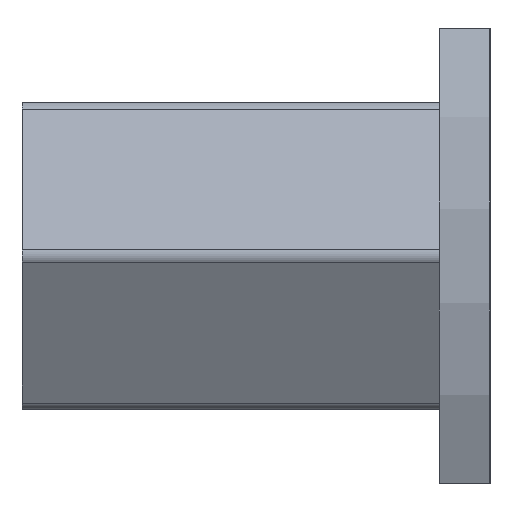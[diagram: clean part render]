
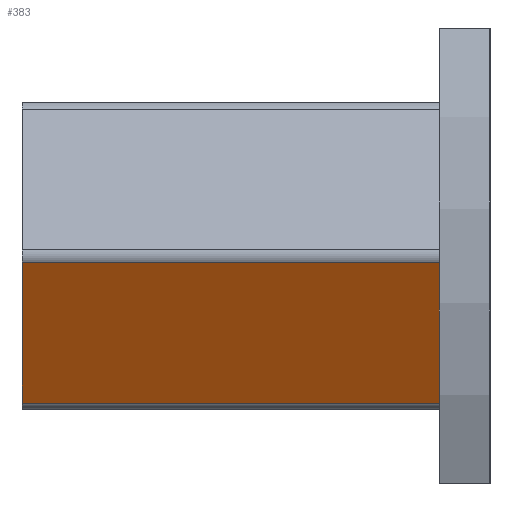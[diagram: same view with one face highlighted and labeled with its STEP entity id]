
A CAD part, left-side view. The second image highlights one B-rep face of the part: STEP entity #383.
In plain terms, the highlighted planar face has unit normal (-0.866, 0, -0.5).
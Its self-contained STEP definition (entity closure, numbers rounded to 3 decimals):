
#29 = CARTESIAN_POINT ( 'NONE',  ( 27.644, 2., -9.252 ) ) ;
#40 = CARTESIAN_POINT ( 'NONE',  ( 27.5, 18.5, -9.002 ) ) ;
#55 = CARTESIAN_POINT ( 'NONE',  ( 30.856, 2., -14.814 ) ) ;
#93 = VECTOR ( 'NONE', #1110, 1000. ) ;
#95 = EDGE_LOOP ( 'NONE', ( #1114, #725, #217, #193 ) ) ;
#98 = CARTESIAN_POINT ( 'NONE',  ( 30.856, 18.5, -14.814 ) ) ;
#120 = DIRECTION ( 'NONE',  ( 0., 1., 0. ) ) ;
#174 = CARTESIAN_POINT ( 'NONE',  ( 27.5, 2., -9.002 ) ) ;
#193 = ORIENTED_EDGE ( 'NONE', *, *, #656, .T. ) ;
#217 = ORIENTED_EDGE ( 'NONE', *, *, #365, .F. ) ;
#227 = LINE ( 'NONE', #910, #708 ) ;
#232 = FACE_OUTER_BOUND ( 'NONE', #95, .T. ) ;
#244 = DIRECTION ( 'NONE',  ( -0.5, 0., 0.866 ) ) ;
#279 = CARTESIAN_POINT ( 'NONE',  ( 27.644, 18.5, -9.252 ) ) ;
#308 = EDGE_CURVE ( 'NONE', #448, #543, #227, .T. ) ;
#365 = EDGE_CURVE ( 'NONE', #1068, #543, #1278, .T. ) ;
#369 = AXIS2_PLACEMENT_3D ( 'NONE', #40, #736, #944 ) ;
#383 = ADVANCED_FACE ( 'NONE', ( #232 ), #762, .F. ) ;
#448 = VERTEX_POINT ( 'NONE', #29 ) ;
#543 = VERTEX_POINT ( 'NONE', #279 ) ;
#556 = CARTESIAN_POINT ( 'NONE',  ( 30.856, 18.5, -14.814 ) ) ;
#604 = VECTOR ( 'NONE', #1290, 1000. ) ;
#613 = VERTEX_POINT ( 'NONE', #55 ) ;
#656 = EDGE_CURVE ( 'NONE', #1068, #613, #926, .T. ) ;
#708 = VECTOR ( 'NONE', #120, 1000. ) ;
#725 = ORIENTED_EDGE ( 'NONE', *, *, #308, .T. ) ;
#736 = DIRECTION ( 'NONE',  ( 0.866, 0., 0.5 ) ) ;
#762 = PLANE ( 'NONE',  #369 ) ;
#818 = VECTOR ( 'NONE', #244, 1000. ) ;
#886 = LINE ( 'NONE', #174, #604 ) ;
#895 = EDGE_CURVE ( 'NONE', #613, #448, #886, .T. ) ;
#910 = CARTESIAN_POINT ( 'NONE',  ( 27.644, 18.5, -9.252 ) ) ;
#926 = LINE ( 'NONE', #98, #93 ) ;
#944 = DIRECTION ( 'NONE',  ( 0.5, 0., -0.866 ) ) ;
#1068 = VERTEX_POINT ( 'NONE', #556 ) ;
#1110 = DIRECTION ( 'NONE',  ( 0., -1., 0. ) ) ;
#1114 = ORIENTED_EDGE ( 'NONE', *, *, #895, .T. ) ;
#1149 = CARTESIAN_POINT ( 'NONE',  ( 27.5, 18.5, -9.002 ) ) ;
#1278 = LINE ( 'NONE', #1149, #818 ) ;
#1290 = DIRECTION ( 'NONE',  ( -0.5, 0., 0.866 ) ) ;
